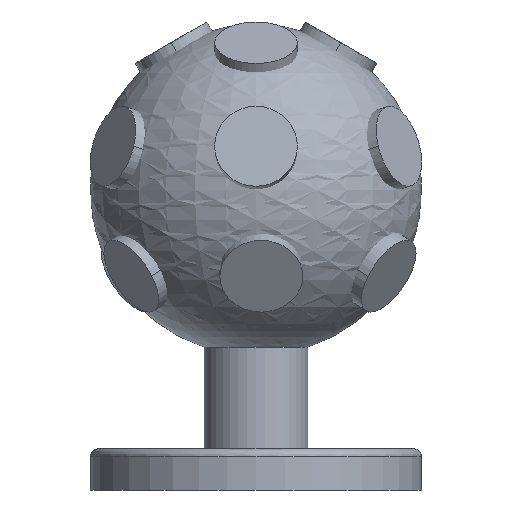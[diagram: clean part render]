
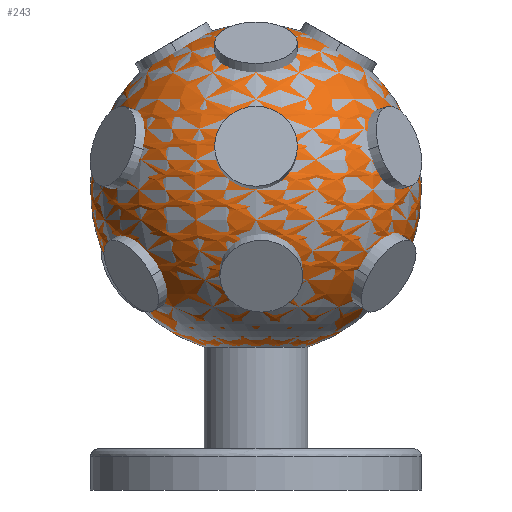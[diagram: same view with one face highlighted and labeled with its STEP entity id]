
A CAD part, front view. The second image highlights one B-rep face of the part: STEP entity #243.
In plain terms, the highlighted free-form (B-spline) face has degree [2, 2] with [5, 5] control points.
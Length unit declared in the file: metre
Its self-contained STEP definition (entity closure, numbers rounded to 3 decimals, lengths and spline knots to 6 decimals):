
#46=(
BOUNDED_SURFACE()
B_SPLINE_SURFACE(2,2,((#2508,#2509,#2510,#2511,#2512),(#2513,#2514,#2515,
#2516,#2517),(#2518,#2519,#2520,#2521,#2522),(#2523,#2524,#2525,#2526,#2527),
(#2528,#2529,#2530,#2531,#2532)),.UNSPECIFIED.,.F.,.F.,.F.)
B_SPLINE_SURFACE_WITH_KNOTS((3,2,3),(3,2,3),(3.141593,4.712389,
6.283185),(-1.570796,0.,1.570796),.UNSPECIFIED.)
GEOMETRIC_REPRESENTATION_ITEM()
RATIONAL_B_SPLINE_SURFACE(((1.,0.707,1.,0.707,1.),
(0.707,0.5,0.707,0.5,0.707),(1.,0.707,
1.,0.707,1.),(0.707,0.5,0.707,0.5,0.707),
(1.,0.707,1.,0.707,1.)))
REPRESENTATION_ITEM('')
SURFACE()
);
#243=ADVANCED_FACE('',(#321),#46,.T.);
#321=FACE_OUTER_BOUND('',#399,.T.);
#399=EDGE_LOOP('',(#574,#575));
#574=ORIENTED_EDGE('',*,*,#779,.F.);
#575=ORIENTED_EDGE('',*,*,#778,.F.);
#778=EDGE_CURVE('',#1286,#1287,#918,.T.);
#779=EDGE_CURVE('',#1287,#1286,#919,.T.);
#918=TRIMMED_CURVE($,#1018,(#2536),(#2537),.T.,.CARTESIAN.);
#919=TRIMMED_CURVE($,#1019,(#2539),(#2540),.T.,.CARTESIAN.);
#1018=CIRCLE('',#1582,0.1016);
#1019=CIRCLE('',#1583,0.1016);
#1286=VERTEX_POINT('',#2533);
#1287=VERTEX_POINT('',#2534);
#1582=AXIS2_PLACEMENT_3D($,#2535,#1851,#1852);
#1583=AXIS2_PLACEMENT_3D($,#2538,#1853,#1854);
#1851=DIRECTION('',(0.,1.,0.));
#1852=DIRECTION('',(0.,0.,1.));
#1853=DIRECTION('',(0.,1.,0.));
#1854=DIRECTION('',(0.,0.,-1.));
#2508=CARTESIAN_POINT('',(0.,0.,0.28584));
#2509=CARTESIAN_POINT('',(0.1016,0.,0.28584));
#2510=CARTESIAN_POINT('',(0.1016,0.,0.18424));
#2511=CARTESIAN_POINT('',(0.1016,0.,0.08264));
#2512=CARTESIAN_POINT('',(0.,0.,0.08264));
#2513=CARTESIAN_POINT('',(0.,0.,0.28584));
#2514=CARTESIAN_POINT('',(0.1016,-0.1016,0.28584));
#2515=CARTESIAN_POINT('',(0.1016,-0.1016,0.18424));
#2516=CARTESIAN_POINT('',(0.1016,-0.1016,0.08264));
#2517=CARTESIAN_POINT('',(0.,0.,0.08264));
#2518=CARTESIAN_POINT('',(0.,0.,0.28584));
#2519=CARTESIAN_POINT('',(0.,-0.1016,0.28584));
#2520=CARTESIAN_POINT('',(0.,-0.1016,0.18424));
#2521=CARTESIAN_POINT('',(0.,-0.1016,0.08264));
#2522=CARTESIAN_POINT('',(0.,0.,0.08264));
#2523=CARTESIAN_POINT('',(0.,0.,0.28584));
#2524=CARTESIAN_POINT('',(-0.1016,-0.1016,0.28584));
#2525=CARTESIAN_POINT('',(-0.1016,-0.1016,0.18424));
#2526=CARTESIAN_POINT('',(-0.1016,-0.1016,0.08264));
#2527=CARTESIAN_POINT('',(0.,0.,0.08264));
#2528=CARTESIAN_POINT('',(0.,0.,0.28584));
#2529=CARTESIAN_POINT('',(-0.1016,0.,0.28584));
#2530=CARTESIAN_POINT('',(-0.1016,0.,0.18424));
#2531=CARTESIAN_POINT('',(-0.1016,0.,0.08264));
#2532=CARTESIAN_POINT('',(0.,0.,0.08264));
#2533=CARTESIAN_POINT('',(0.,0.,0.28584));
#2534=CARTESIAN_POINT('',(0.,0.,0.08264));
#2535=CARTESIAN_POINT('',(0.,0.,0.18424));
#2536=CARTESIAN_POINT('',(0.,0.,0.28584));
#2537=CARTESIAN_POINT('',(0.,0.,0.08264));
#2538=CARTESIAN_POINT('',(0.,0.,0.18424));
#2539=CARTESIAN_POINT('',(0.,0.,0.08264));
#2540=CARTESIAN_POINT('',(0.,0.,0.28584));
